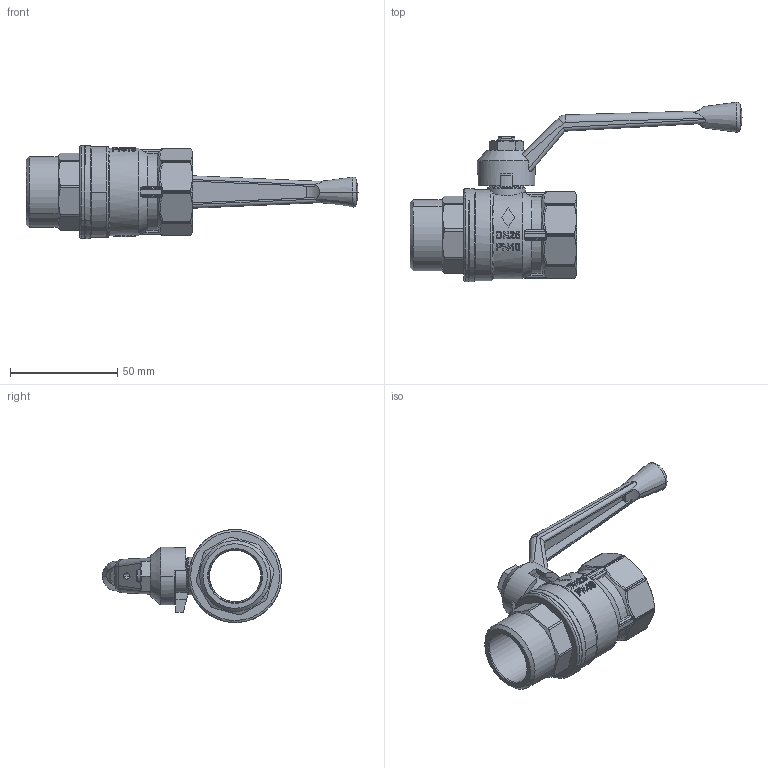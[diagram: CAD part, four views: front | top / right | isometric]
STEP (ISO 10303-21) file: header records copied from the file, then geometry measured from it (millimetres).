
FILE_DESCRIPTION(('Creo Elements/Direct Modeling STEP Export'),'2;1');
FILE_NAME('1501060000.stp','2021-05-18T15:18:53',(''),(''),'Creo Elements/Direct Modeling STEP processor for AP214 (Solid Model)','Creo Elements/Direct Modeling 20.1D 10-Oct-2020 (C) Parametric Technology GmbH','');
FILE_SCHEMA(('AUTOMOTIVE_DESIGN { 1 0 10303 214 1 1 1 1 }'));
Length unit declared in the file: millimetre
Products named in the file (2): 1501060000
Assembly tree (1 placements, depth 2):
  1501060000
    1501060000
Bounding box: 155 x 83.8 x 43.47 mm (x, y, z)
Volume: 63366.2 mm3; surface area: 26559.1 mm2
Topology: 1 solids, 1 shells, 647 faces, 1761 edges, 1142 vertices
Faces by surface type: plane 392, cylinder 122, cone 69, bspline 42, torus 19, sphere 3
Entity records: 30515 total; most frequent: CARTESIAN_POINT 13766, ORIENTED_EDGE 3514, DIRECTION 3124, EDGE_CURVE 1757, AXIS2_PLACEMENT_3D 1217, VERTEX_POINT 1142, VECTOR 690, LINE 690
